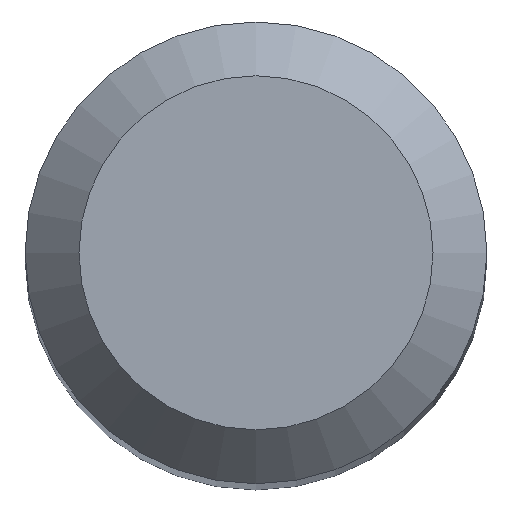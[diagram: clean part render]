
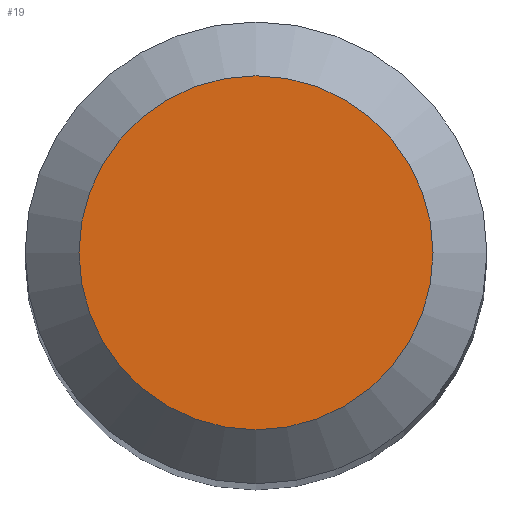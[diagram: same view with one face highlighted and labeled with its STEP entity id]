
A CAD part, top view. The second image highlights one B-rep face of the part: STEP entity #19.
In plain terms, the highlighted planar face has unit normal (0, 0, 1).
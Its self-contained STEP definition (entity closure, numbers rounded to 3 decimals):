
#18 = PLANE ( 'NONE',  #42 ) ;
#19 = ADVANCED_FACE ( 'NONE', ( #224 ), #18, .F. ) ;
#28 = VERTEX_POINT ( 'NONE', #195 ) ;
#37 = CARTESIAN_POINT ( 'NONE',  ( 0., 0., 89. ) ) ;
#39 = CARTESIAN_POINT ( 'NONE',  ( 0., 0., 89. ) ) ;
#42 = AXIS2_PLACEMENT_3D ( 'NONE', #37, #166, #184 ) ;
#49 = EDGE_CURVE ( 'NONE', #28, #28, #59, .T. ) ;
#59 = CIRCLE ( 'NONE', #260, 2.3 ) ;
#105 = DIRECTION ( 'NONE',  ( 0., 1., 0. ) ) ;
#108 = DIRECTION ( 'NONE',  ( 0., 0., -1. ) ) ;
#166 = DIRECTION ( 'NONE',  ( 0., 0., -1. ) ) ;
#179 = ORIENTED_EDGE ( 'NONE', *, *, #49, .F. ) ;
#184 = DIRECTION ( 'NONE',  ( 0., 1., 0. ) ) ;
#195 = CARTESIAN_POINT ( 'NONE',  ( 0., 2.3, 89. ) ) ;
#224 = FACE_OUTER_BOUND ( 'NONE', #234, .T. ) ;
#234 = EDGE_LOOP ( 'NONE', ( #179 ) ) ;
#260 = AXIS2_PLACEMENT_3D ( 'NONE', #39, #108, #105 ) ;
